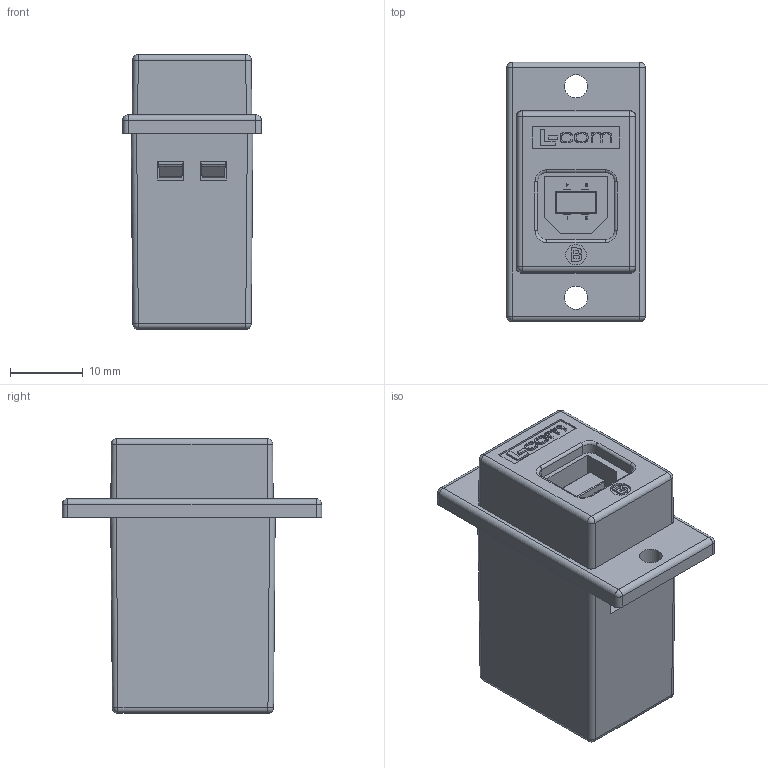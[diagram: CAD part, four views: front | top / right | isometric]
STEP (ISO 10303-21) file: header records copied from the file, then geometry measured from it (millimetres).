
FILE_DESCRIPTION (( 'STEP AP214' ), '1' );
FILE_NAME ('ECF504-BAS-HR.STEP', '2014-09-03T13:38:15', ( 'L-Com' ), ( 'L-Com Global Connectivity' ), 'SwSTEP 2.0', 'SolidWorks 2014', '' );
FILE_SCHEMA (( 'AUTOMOTIVE_DESIGN' ));
Length unit declared in the file: inch
Products named in the file (7): 1AG01-067_TYPE B; 1AG01-086_TYPE A; 3AC11-009; 1BC01-014; 1AA05-033_with pin numbers; 1AA05-019-SUZHOU___; ECF504-BAS-HR
Assembly tree (6 placements, depth 3):
  ECF504-BAS-HR
    3AC11-009
      1AA05-019-SUZHOU___
      1AA05-033_with pin numbers
      1BC01-014
    1AG01-086_TYPE A
    1AG01-067_TYPE B
Bounding box: 19.05 x 35.56 x 37.67 mm (x, y, z)
Volume: 8659.2 mm3; surface area: 11768.6 mm2
Topology: 9 solids, 9 shells, 1748 faces, 4793 edges, 3132 vertices
Faces by surface type: plane 1079, cylinder 347, bspline 264, torus 32, sphere 20, cone 6
Entity records: 72697 total; most frequent: CARTESIAN_POINT 21622, ORIENTED_EDGE 9574, DIRECTION 7667, EDGE_CURVE 4787, LINE 3503, VECTOR 3503, VERTEX_POINT 3132, AXIS2_PLACEMENT_3D 2082
